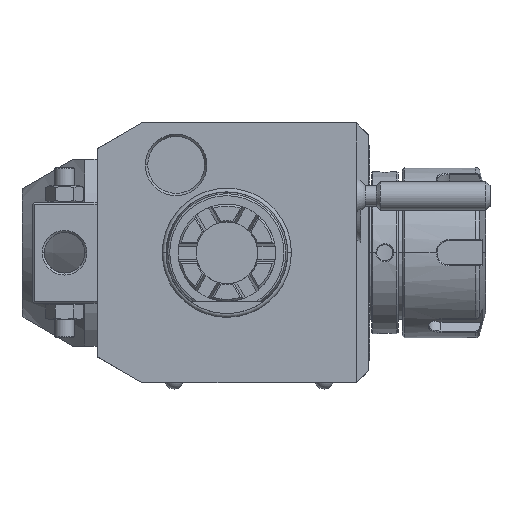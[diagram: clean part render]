
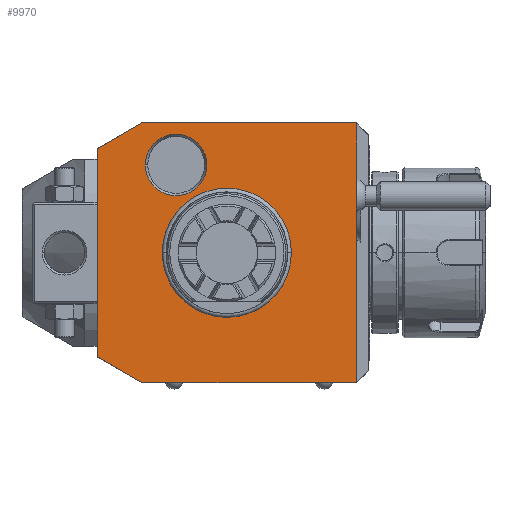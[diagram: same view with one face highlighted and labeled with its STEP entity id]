
A CAD part, front view. The second image highlights one B-rep face of the part: STEP entity #9970.
In plain terms, the highlighted planar face has unit normal (0, -1, 0).
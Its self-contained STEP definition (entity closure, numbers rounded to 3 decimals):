
#1=DIRECTION('',(-0.866,0.,-0.5));
#2=VECTOR('',#1,12.702);
#3=CARTESIAN_POINT('',(-21.,0.,32.));
#4=LINE('',#3,#2);
#5=DIRECTION('',(-1.,0.,0.));
#6=VECTOR('',#5,53.);
#7=CARTESIAN_POINT('',(32.,0.,32.));
#8=LINE('',#7,#6);
#9=DIRECTION('',(0.,0.,1.));
#10=VECTOR('',#9,64.);
#11=CARTESIAN_POINT('',(32.,0.,-32.));
#12=LINE('',#11,#10);
#13=DIRECTION('',(1.,0.,0.));
#14=VECTOR('',#13,53.);
#15=CARTESIAN_POINT('',(-21.,0.,-32.));
#16=LINE('',#15,#14);
#17=DIRECTION('',(0.866,0.,-0.5));
#18=VECTOR('',#17,12.702);
#19=CARTESIAN_POINT('',(-32.,0.,-25.649));
#20=LINE('',#19,#18);
#21=DIRECTION('',(0.,0.,-1.));
#22=VECTOR('',#21,51.298);
#23=CARTESIAN_POINT('',(-32.,0.,25.649));
#24=LINE('',#23,#22);
#25=CARTESIAN_POINT('',(-12.5,0.,21.651));
#26=DIRECTION('',(0.,1.,0.));
#27=DIRECTION('',(1.,0.,0.));
#28=AXIS2_PLACEMENT_3D('',#25,#26,#27);
#30=CARTESIAN_POINT('',(-12.5,0.,21.651));
#31=DIRECTION('',(0.,1.,0.));
#32=DIRECTION('',(-1.,0.,0.));
#33=AXIS2_PLACEMENT_3D('',#30,#31,#32);
#7128=CARTESIAN_POINT('',(0.,0.,0.));
#7129=DIRECTION('',(0.,-1.,0.));
#7130=DIRECTION('',(1.,0.,0.));
#7131=AXIS2_PLACEMENT_3D('',#7128,#7129,#7130);
#7133=CARTESIAN_POINT('',(0.,0.,0.));
#7134=DIRECTION('',(0.,-1.,0.));
#7135=DIRECTION('',(-1.,0.,0.));
#7136=AXIS2_PLACEMENT_3D('',#7133,#7134,#7135);
#8911=CARTESIAN_POINT('',(-4.923,0.,21.651));
#8912=CARTESIAN_POINT('',(-20.077,0.,21.651));
#8913=VERTEX_POINT('',#8911);
#8914=VERTEX_POINT('',#8912);
#9697=CARTESIAN_POINT('',(-21.,0.,32.));
#9698=CARTESIAN_POINT('',(-32.,0.,25.649));
#9699=VERTEX_POINT('',#9697);
#9700=VERTEX_POINT('',#9698);
#9701=CARTESIAN_POINT('',(-32.,0.,-25.649));
#9702=VERTEX_POINT('',#9701);
#9703=CARTESIAN_POINT('',(-21.,0.,-32.));
#9704=VERTEX_POINT('',#9703);
#9705=CARTESIAN_POINT('',(32.,0.,-32.));
#9706=VERTEX_POINT('',#9705);
#9707=CARTESIAN_POINT('',(32.,0.,32.));
#9708=VERTEX_POINT('',#9707);
#9817=CARTESIAN_POINT('',(15.783,0.,0.));
#9818=CARTESIAN_POINT('',(-15.783,0.,0.));
#9819=VERTEX_POINT('',#9817);
#9820=VERTEX_POINT('',#9818);
#9939=CARTESIAN_POINT('',(0.,0.,0.));
#9940=DIRECTION('',(0.,-1.,0.));
#9941=DIRECTION('',(-1.,0.,0.));
#9942=AXIS2_PLACEMENT_3D('',#9939,#9940,#9941);
#9943=PLANE('',#9942);
#9945=ORIENTED_EDGE('',*,*,#9944,.F.);
#9947=ORIENTED_EDGE('',*,*,#9946,.F.);
#9949=ORIENTED_EDGE('',*,*,#9948,.F.);
#9951=ORIENTED_EDGE('',*,*,#9950,.F.);
#9953=ORIENTED_EDGE('',*,*,#9952,.F.);
#9955=ORIENTED_EDGE('',*,*,#9954,.F.);
#9956=EDGE_LOOP('',(#9945,#9947,#9949,#9951,#9953,#9955));
#9957=FACE_OUTER_BOUND('',#9956,.F.);
#9959=ORIENTED_EDGE('',*,*,#9958,.T.);
#9961=ORIENTED_EDGE('',*,*,#9960,.T.);
#9962=EDGE_LOOP('',(#9959,#9961));
#9963=FACE_BOUND('',#9962,.F.);
#9965=ORIENTED_EDGE('',*,*,#9964,.F.);
#9967=ORIENTED_EDGE('',*,*,#9966,.F.);
#9968=EDGE_LOOP('',(#9965,#9967));
#9969=FACE_BOUND('',#9968,.F.);
#29=CIRCLE('',#28,7.577);
#34=CIRCLE('',#33,7.577);
#7132=CIRCLE('',#7131,15.783);
#7137=CIRCLE('',#7136,15.783);
#9944=EDGE_CURVE('',#9699,#9700,#4,.T.);
#9946=EDGE_CURVE('',#9708,#9699,#8,.T.);
#9948=EDGE_CURVE('',#9706,#9708,#12,.T.);
#9950=EDGE_CURVE('',#9704,#9706,#16,.T.);
#9952=EDGE_CURVE('',#9702,#9704,#20,.T.);
#9954=EDGE_CURVE('',#9700,#9702,#24,.T.);
#9958=EDGE_CURVE('',#9819,#9820,#7132,.T.);
#9960=EDGE_CURVE('',#9820,#9819,#7137,.T.);
#9964=EDGE_CURVE('',#8913,#8914,#29,.T.);
#9966=EDGE_CURVE('',#8914,#8913,#34,.T.);
#9970=ADVANCED_FACE('',(#9957,#9963,#9969),#9943,.T.);
